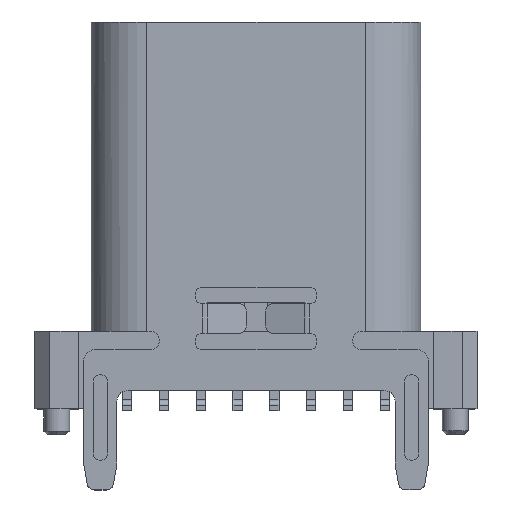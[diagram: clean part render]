
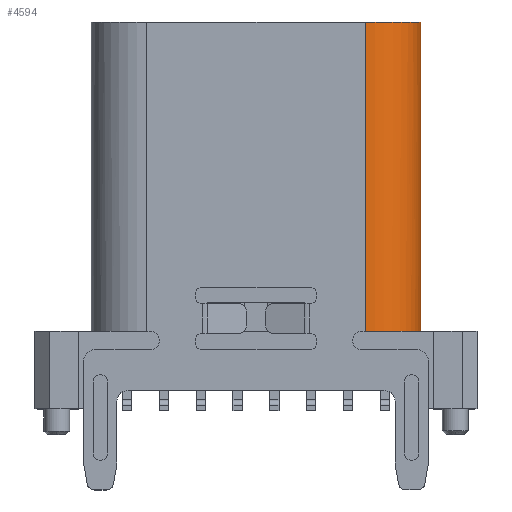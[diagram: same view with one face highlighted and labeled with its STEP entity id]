
A CAD part, top view. The second image highlights one B-rep face of the part: STEP entity #4594.
In plain terms, the highlighted cylindrical face has radius 1.5 mm (diameter 3 mm), a partial arc.
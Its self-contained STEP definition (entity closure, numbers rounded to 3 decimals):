
#131 = DIRECTION ( 'NONE',  ( 0., 1., 0. ) ) ;
#146 = VERTEX_POINT ( 'NONE', #14607 ) ;
#226 = VERTEX_POINT ( 'NONE', #12076 ) ;
#1100 = EDGE_CURVE ( 'NONE', #13398, #146, #10844, .T. ) ;
#1497 = ORIENTED_EDGE ( 'NONE', *, *, #13067, .F. ) ;
#1514 = LINE ( 'NONE', #3000, #7060 ) ;
#1748 = CARTESIAN_POINT ( 'NONE',  ( 9.933, 7.555, -0.531 ) ) ;
#1912 = CIRCLE ( 'NONE', #3864, 1.5 ) ;
#3000 = CARTESIAN_POINT ( 'NONE',  ( 9.933, 22.555, -0.531 ) ) ;
#3051 = DIRECTION ( 'NONE',  ( 0., 0., -1. ) ) ;
#3392 = ORIENTED_EDGE ( 'NONE', *, *, #3739, .T. ) ;
#3433 = CYLINDRICAL_SURFACE ( 'NONE', #5477, 1.5 ) ;
#3739 = EDGE_CURVE ( 'NONE', #226, #14806, #11528, .T. ) ;
#3864 = AXIS2_PLACEMENT_3D ( 'NONE', #13965, #11089, #4476 ) ;
#4345 = CARTESIAN_POINT ( 'NONE',  ( 8.433, 7.555, -0.531 ) ) ;
#4476 = DIRECTION ( 'NONE',  ( 0., 0., -1. ) ) ;
#4594 = ADVANCED_FACE ( 'NONE', ( #12668 ), #3433, .T. ) ;
#5176 = CARTESIAN_POINT ( 'NONE',  ( 8.433, 7.555, 0.969 ) ) ;
#5393 = VECTOR ( 'NONE', #131, 1000. ) ;
#5477 = AXIS2_PLACEMENT_3D ( 'NONE', #6152, #14060, #8993 ) ;
#6152 = CARTESIAN_POINT ( 'NONE',  ( 8.433, 22.555, -0.531 ) ) ;
#6755 = LINE ( 'NONE', #12059, #5393 ) ;
#7060 = VECTOR ( 'NONE', #16227, 1000. ) ;
#8628 = CARTESIAN_POINT ( 'NONE',  ( 8.433, 15.955, -0.531 ) ) ;
#8949 = ORIENTED_EDGE ( 'NONE', *, *, #9233, .T. ) ;
#8993 = DIRECTION ( 'NONE',  ( 0., 0., -1. ) ) ;
#9233 = EDGE_CURVE ( 'NONE', #13398, #226, #1514, .T. ) ;
#9293 = EDGE_CURVE ( 'NONE', #14779, #14806, #6755, .T. ) ;
#9919 = DIRECTION ( 'NONE',  ( 0., 0., -1. ) ) ;
#10124 = AXIS2_PLACEMENT_3D ( 'NONE', #8628, #16723, #9919 ) ;
#10274 = EDGE_LOOP ( 'NONE', ( #10301, #1497, #17156, #8949, #3392 ) ) ;
#10301 = ORIENTED_EDGE ( 'NONE', *, *, #9293, .F. ) ;
#10844 = CIRCLE ( 'NONE', #13917, 1.5 ) ;
#11089 = DIRECTION ( 'NONE',  ( 0., -1., 0. ) ) ;
#11528 = CIRCLE ( 'NONE', #10124, 1.5 ) ;
#11788 = CARTESIAN_POINT ( 'NONE',  ( 8.433, 15.955, 0.969 ) ) ;
#12059 = CARTESIAN_POINT ( 'NONE',  ( 8.433, 22.555, 0.969 ) ) ;
#12076 = CARTESIAN_POINT ( 'NONE',  ( 9.933, 15.955, -0.531 ) ) ;
#12668 = FACE_OUTER_BOUND ( 'NONE', #10274, .T. ) ;
#13067 = EDGE_CURVE ( 'NONE', #146, #14779, #1912, .T. ) ;
#13398 = VERTEX_POINT ( 'NONE', #1748 ) ;
#13917 = AXIS2_PLACEMENT_3D ( 'NONE', #4345, #16268, #3051 ) ;
#13965 = CARTESIAN_POINT ( 'NONE',  ( 8.433, 7.555, -0.531 ) ) ;
#14060 = DIRECTION ( 'NONE',  ( 0., -1., 0. ) ) ;
#14607 = CARTESIAN_POINT ( 'NONE',  ( 9.372, 7.555, 0.639 ) ) ;
#14779 = VERTEX_POINT ( 'NONE', #5176 ) ;
#14806 = VERTEX_POINT ( 'NONE', #11788 ) ;
#16227 = DIRECTION ( 'NONE',  ( 0., 1., 0. ) ) ;
#16268 = DIRECTION ( 'NONE',  ( 0., -1., 0. ) ) ;
#16723 = DIRECTION ( 'NONE',  ( 0., -1., 0. ) ) ;
#17156 = ORIENTED_EDGE ( 'NONE', *, *, #1100, .F. ) ;
